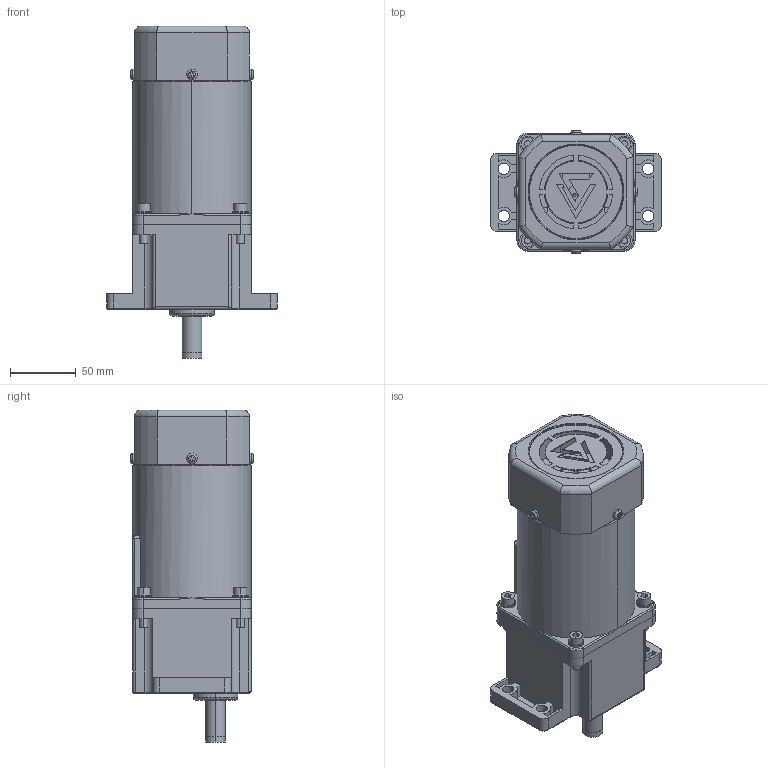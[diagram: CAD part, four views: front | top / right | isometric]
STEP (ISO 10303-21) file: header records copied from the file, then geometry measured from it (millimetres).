
FILE_DESCRIPTION (( 'STEP AP203' ), '1' );
FILE_NAME ('5IK90.120RGU-CF.STEP', '2022-08-25T03:08:15', ( '' ), ( 'Microsoft' ), 'SwSTEP 2.0', 'SolidWorks 2020', '' );
FILE_SCHEMA (( 'CONFIG_CONTROL_DESIGN' ));
Length unit declared in the file: millimetre
Products named in the file (1): 5IK90.120RGU-CF
Bounding box: 130 x 93.4 x 253 mm (x, y, z)
Surface area: 147836.7 mm2 (no closed solid volume)
Topology: 0 solids, 24 shells, 436 faces, 1199 edges, 780 vertices
Faces by surface type: plane 189, cylinder 163, torus 52, cone 22, bspline 10
Entity records: 15019 total; most frequent: CARTESIAN_POINT 3706, DIRECTION 2474, ORIENTED_EDGE 2130, EDGE_CURVE 1189, AXIS2_PLACEMENT_3D 908, VERTEX_POINT 780, VECTOR 658, LINE 658
